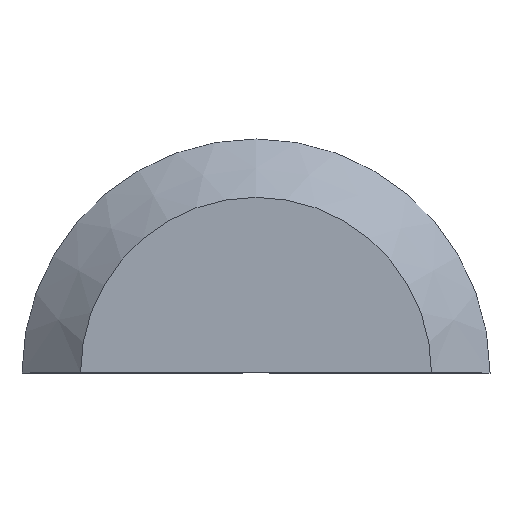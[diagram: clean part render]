
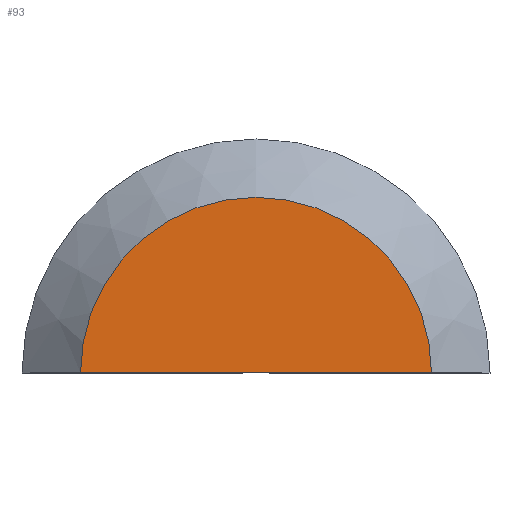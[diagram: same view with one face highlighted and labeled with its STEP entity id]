
A CAD part, top view. The second image highlights one B-rep face of the part: STEP entity #93.
In plain terms, the highlighted planar face has unit normal (0, 0, 1).
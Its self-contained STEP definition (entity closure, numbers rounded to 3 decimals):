
#69=CARTESIAN_POINT('',(3.75,62.5,4.));
#70=DIRECTION('',(0.,0.,-1.));
#71=DIRECTION('',(-1.,0.,0.));
#72=AXIS2_PLACEMENT_3D('',#69,#70,#71);
#73=PLANE('',#72);
#74=CARTESIAN_POINT('',(7.5,62.5,4.));
#75=VERTEX_POINT('',#74);
#76=CARTESIAN_POINT('',(-7.5,62.5,4.));
#77=VERTEX_POINT('',#76);
#78=CARTESIAN_POINT('',(0.,62.5,4.));
#79=DIRECTION('',(0.,0.,1.));
#80=DIRECTION('',(1.,0.,-0.));
#81=AXIS2_PLACEMENT_3D('',#78,#79,#80);
#82=CIRCLE('',#81,7.5);
#83=EDGE_CURVE('',#75,#77,#82,.T.);
#84=ORIENTED_EDGE('',*,*,#83,.T.);
#85=CARTESIAN_POINT('',(-7.5,62.5,4.));
#86=DIRECTION('',(1.,0.,-0.));
#87=VECTOR('',#86,15.);
#88=LINE('',#85,#87);
#89=EDGE_CURVE('',#77,#75,#88,.T.);
#90=ORIENTED_EDGE('',*,*,#89,.T.);
#91=EDGE_LOOP('',(#84,#90));
#92=FACE_BOUND('',#91,.T.);
#93=ADVANCED_FACE('',(#92),#73,.F.);
